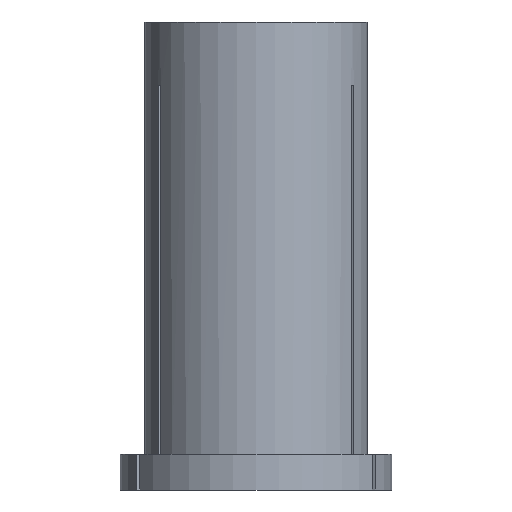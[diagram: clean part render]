
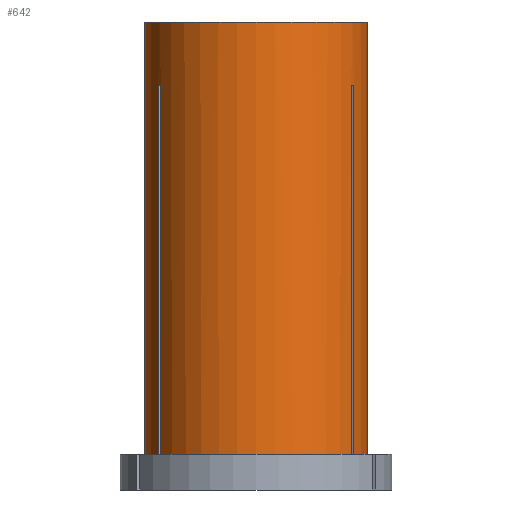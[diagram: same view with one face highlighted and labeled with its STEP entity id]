
A CAD part, front view. The second image highlights one B-rep face of the part: STEP entity #642.
In plain terms, the highlighted cylindrical face has radius 12.5 mm (diameter 25 mm), a partial arc.
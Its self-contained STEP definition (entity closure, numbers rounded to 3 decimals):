
#25 = EDGE_LOOP ( 'NONE', ( #1451, #1125, #1026, #1089, #1067, #1081, #494, #1111, #1022, #967, #1226, #1466 ) ) ;
#29 = LINE ( 'NONE', #109, #244 ) ;
#31 = VERTEX_POINT ( 'NONE', #313 ) ;
#42 = VERTEX_POINT ( 'NONE', #864 ) ;
#81 = LINE ( 'NONE', #666, #589 ) ;
#90 = VECTOR ( 'NONE', #434, 1000. ) ;
#92 = EDGE_CURVE ( 'NONE', #865, #677, #584, .T. ) ;
#94 = AXIS2_PLACEMENT_3D ( 'NONE', #303, #1139, #655 ) ;
#95 = CARTESIAN_POINT ( 'NONE',  ( -10.972, -5.988, -7.094 ) ) ;
#98 = CARTESIAN_POINT ( 'NONE',  ( 12.5, 0., 0. ) ) ;
#109 = CARTESIAN_POINT ( 'NONE',  ( -12.5, 0., 0. ) ) ;
#123 = EDGE_CURVE ( 'NONE', #569, #831, #29, .T. ) ;
#135 = EDGE_CURVE ( 'NONE', #831, #384, #281, .T. ) ;
#181 = CARTESIAN_POINT ( 'NONE',  ( -10.827, -6.25, -7.092 ) ) ;
#201 = DIRECTION ( 'NONE',  ( 0., 0., 1. ) ) ;
#202 = LINE ( 'NONE', #98, #507 ) ;
#224 = CARTESIAN_POINT ( 'NONE',  ( 10.972, -5.988, 0. ) ) ;
#230 = CARTESIAN_POINT ( 'NONE',  ( 0., 0., 0. ) ) ;
#244 = VECTOR ( 'NONE', #659, 1000. ) ;
#281 = CIRCLE ( 'NONE', #94, 12.5 ) ;
#300 = EDGE_CURVE ( 'NONE', #677, #42, #629, .T. ) ;
#303 = CARTESIAN_POINT ( 'NONE',  ( 0., 0., 0. ) ) ;
#313 = CARTESIAN_POINT ( 'NONE',  ( 10.972, -5.988, -48.5 ) ) ;
#328 = CARTESIAN_POINT ( 'NONE',  ( -12.5, 0., 0. ) ) ;
#377 = DIRECTION ( 'NONE',  ( 1., 0., 0. ) ) ;
#384 = VERTEX_POINT ( 'NONE', #951 ) ;
#419 = AXIS2_PLACEMENT_3D ( 'NONE', #814, #1164, #784 ) ;
#434 = DIRECTION ( 'NONE',  ( 0., 0., 1. ) ) ;
#435 = EDGE_CURVE ( 'NONE', #569, #865, #1475, .T. ) ;
#441 = CARTESIAN_POINT ( 'NONE',  ( 10.724, -6.423, -7.093 ) ) ;
#448 = DIRECTION ( 'NONE',  ( 0., 0., 1. ) ) ;
#457 = DIRECTION ( 'NONE',  ( 0., 0., 1. ) ) ;
#490 = CYLINDRICAL_SURFACE ( 'NONE', #1373, 12.5 ) ;
#494 = ORIENTED_EDGE ( 'NONE', *, *, #1093, .T. ) ;
#497 = AXIS2_PLACEMENT_3D ( 'NONE', #1128, #448, #1159 ) ;
#499 = LINE ( 'NONE', #1402, #90 ) ;
#506 = FACE_OUTER_BOUND ( 'NONE', #25, .T. ) ;
#507 = VECTOR ( 'NONE', #514, 1000. ) ;
#514 = DIRECTION ( 'NONE',  ( 0., 0., 1. ) ) ;
#529 = CARTESIAN_POINT ( 'NONE',  ( -10.924, -6.076, -7.093 ) ) ;
#536 = EDGE_CURVE ( 'NONE', #1502, #42, #499, .T. ) ;
#569 = VERTEX_POINT ( 'NONE', #733 ) ;
#584 = LINE ( 'NONE', #1505, #1133 ) ;
#589 = VECTOR ( 'NONE', #1293, 1000. ) ;
#629 = B_SPLINE_CURVE_WITH_KNOTS ( 'NONE', 3,
 ( #795, #529, #181, #895, #903 ),
 .UNSPECIFIED., .F., .F.,
 ( 4, 1, 4 ),
 ( 0.068, 0.068, 0.068 ),
 .UNSPECIFIED. ) ;
#642 = ADVANCED_FACE ( 'NONE', ( #506 ), #490, .T. ) ;
#655 = DIRECTION ( 'NONE',  ( 1., 0., 0. ) ) ;
#656 = CARTESIAN_POINT ( 'NONE',  ( 10.826, -6.251, -7.092 ) ) ;
#659 = DIRECTION ( 'NONE',  ( 0., 0., 1. ) ) ;
#662 = CARTESIAN_POINT ( 'NONE',  ( 12.5, 0., -48.5 ) ) ;
#666 = CARTESIAN_POINT ( 'NONE',  ( 10.672, -6.508, 0. ) ) ;
#677 = VERTEX_POINT ( 'NONE', #95 ) ;
#727 = CARTESIAN_POINT ( 'NONE',  ( -10.672, -6.508, -48.5 ) ) ;
#733 = CARTESIAN_POINT ( 'NONE',  ( -12.5, 0., -48.5 ) ) ;
#759 = EDGE_CURVE ( 'NONE', #1345, #761, #1165, .T. ) ;
#761 = VERTEX_POINT ( 'NONE', #1006 ) ;
#784 = DIRECTION ( 'NONE',  ( 1., 0., 0. ) ) ;
#789 = CARTESIAN_POINT ( 'NONE',  ( 10.672, -6.508, -7.094 ) ) ;
#795 = CARTESIAN_POINT ( 'NONE',  ( -10.972, -5.988, -7.094 ) ) ;
#814 = CARTESIAN_POINT ( 'NONE',  ( 0., 0., -48.5 ) ) ;
#831 = VERTEX_POINT ( 'NONE', #328 ) ;
#842 = DIRECTION ( 'NONE',  ( 0., 0., 1. ) ) ;
#864 = CARTESIAN_POINT ( 'NONE',  ( -10.672, -6.508, -7.094 ) ) ;
#865 = VERTEX_POINT ( 'NONE', #1074 ) ;
#873 = EDGE_CURVE ( 'NONE', #1233, #384, #202, .T. ) ;
#879 = CARTESIAN_POINT ( 'NONE',  ( 10.924, -6.076, -7.093 ) ) ;
#895 = CARTESIAN_POINT ( 'NONE',  ( -10.724, -6.422, -7.093 ) ) ;
#903 = CARTESIAN_POINT ( 'NONE',  ( -10.672, -6.508, -7.094 ) ) ;
#937 = DIRECTION ( 'NONE',  ( 0., 0., 1. ) ) ;
#951 = CARTESIAN_POINT ( 'NONE',  ( 12.5, 0., 0. ) ) ;
#961 = CARTESIAN_POINT ( 'NONE',  ( 0., 0., -48.5 ) ) ;
#967 = ORIENTED_EDGE ( 'NONE', *, *, #1259, .T. ) ;
#987 = VECTOR ( 'NONE', #201, 1000. ) ;
#1006 = CARTESIAN_POINT ( 'NONE',  ( 10.972, -5.988, -7.094 ) ) ;
#1022 = ORIENTED_EDGE ( 'NONE', *, *, #1215, .F. ) ;
#1026 = ORIENTED_EDGE ( 'NONE', *, *, #92, .T. ) ;
#1033 = VERTEX_POINT ( 'NONE', #1412 ) ;
#1067 = ORIENTED_EDGE ( 'NONE', *, *, #536, .F. ) ;
#1074 = CARTESIAN_POINT ( 'NONE',  ( -10.972, -5.988, -48.5 ) ) ;
#1081 = ORIENTED_EDGE ( 'NONE', *, *, #1261, .T. ) ;
#1089 = ORIENTED_EDGE ( 'NONE', *, *, #300, .T. ) ;
#1093 = EDGE_CURVE ( 'NONE', #1033, #1345, #81, .T. ) ;
#1111 = ORIENTED_EDGE ( 'NONE', *, *, #759, .T. ) ;
#1125 = ORIENTED_EDGE ( 'NONE', *, *, #435, .T. ) ;
#1128 = CARTESIAN_POINT ( 'NONE',  ( 0., 0., -48.5 ) ) ;
#1133 = VECTOR ( 'NONE', #457, 1000. ) ;
#1139 = DIRECTION ( 'NONE',  ( 0., 0., 1. ) ) ;
#1149 = CARTESIAN_POINT ( 'NONE',  ( 10.672, -6.508, -7.094 ) ) ;
#1159 = DIRECTION ( 'NONE',  ( 1., 0., 0. ) ) ;
#1164 = DIRECTION ( 'NONE',  ( 0., 0., 1. ) ) ;
#1165 = B_SPLINE_CURVE_WITH_KNOTS ( 'NONE', 3,
 ( #1149, #441, #656, #879, #1483 ),
 .UNSPECIFIED., .F., .F.,
 ( 4, 1, 4 ),
 ( 0.074, 0.074, 0.075 ),
 .UNSPECIFIED. ) ;
#1215 = EDGE_CURVE ( 'NONE', #31, #761, #1331, .T. ) ;
#1226 = ORIENTED_EDGE ( 'NONE', *, *, #873, .T. ) ;
#1233 = VERTEX_POINT ( 'NONE', #662 ) ;
#1239 = CIRCLE ( 'NONE', #497, 12.5 ) ;
#1259 = EDGE_CURVE ( 'NONE', #31, #1233, #1239, .T. ) ;
#1261 = EDGE_CURVE ( 'NONE', #1502, #1033, #1476, .T. ) ;
#1271 = AXIS2_PLACEMENT_3D ( 'NONE', #961, #842, #377 ) ;
#1293 = DIRECTION ( 'NONE',  ( 0., 0., 1. ) ) ;
#1331 = LINE ( 'NONE', #224, #987 ) ;
#1345 = VERTEX_POINT ( 'NONE', #789 ) ;
#1373 = AXIS2_PLACEMENT_3D ( 'NONE', #230, #937, #1406 ) ;
#1402 = CARTESIAN_POINT ( 'NONE',  ( -10.672, -6.508, 0. ) ) ;
#1406 = DIRECTION ( 'NONE',  ( 1., 0., 0. ) ) ;
#1412 = CARTESIAN_POINT ( 'NONE',  ( 10.672, -6.508, -48.5 ) ) ;
#1451 = ORIENTED_EDGE ( 'NONE', *, *, #123, .F. ) ;
#1466 = ORIENTED_EDGE ( 'NONE', *, *, #135, .F. ) ;
#1475 = CIRCLE ( 'NONE', #1271, 12.5 ) ;
#1476 = CIRCLE ( 'NONE', #419, 12.5 ) ;
#1483 = CARTESIAN_POINT ( 'NONE',  ( 10.972, -5.988, -7.094 ) ) ;
#1502 = VERTEX_POINT ( 'NONE', #727 ) ;
#1505 = CARTESIAN_POINT ( 'NONE',  ( -10.972, -5.988, 0. ) ) ;
